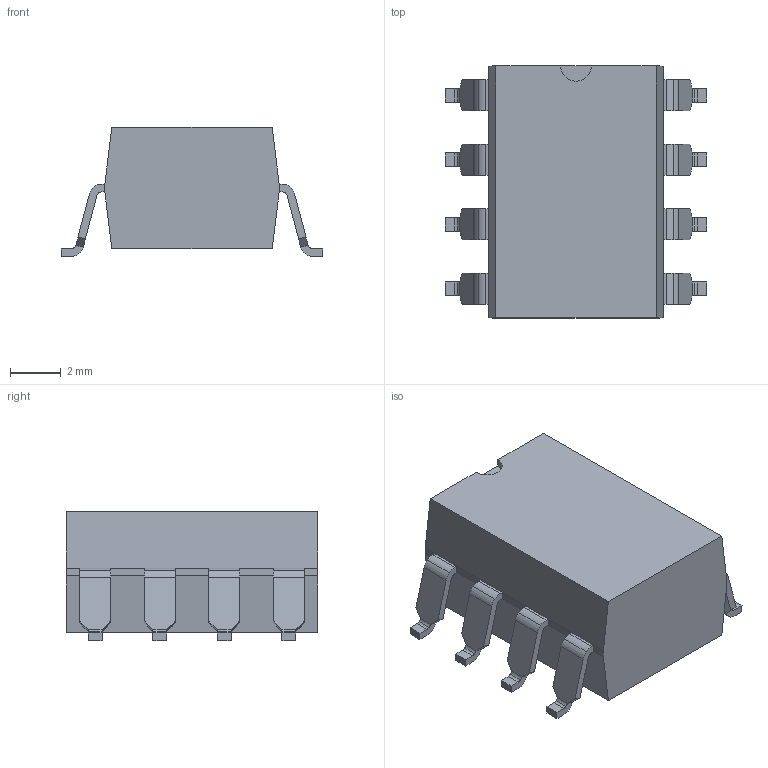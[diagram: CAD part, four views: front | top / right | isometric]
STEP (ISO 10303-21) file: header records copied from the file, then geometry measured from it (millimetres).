
FILE_DESCRIPTION((''),'2;1');
FILE_NAME('SOIC254P1030X508-8N.stp','2009-02-16T12:48:01',(''),(''),'Mechanical Desktop 2006','Mechanical Desktop 2006',', , ');
FILE_SCHEMA(('AUTOMOTIVE_DESIGN { 1 2 10303 214 0 1 1 1 }'));
Length unit declared in the file: millimetre
Products named in the file (1): Product
Bounding box: 10.3 x 9.91 x 5.08 mm (x, y, z)
Volume: 320.6 mm3; surface area: 363 mm2
Topology: 9 solids, 9 shells, 189 faces, 481 edges, 310 vertices
Faces by surface type: bspline 88, plane 67, cylinder 34
Entity records: 6131 total; most frequent: CARTESIAN_POINT 1693, ORIENTED_EDGE 962, DIRECTION 817, EDGE_CURVE 481, VECTOR 349, LINE 349, VERTEX_POINT 310, AXIS2_PLACEMENT_3D 234
